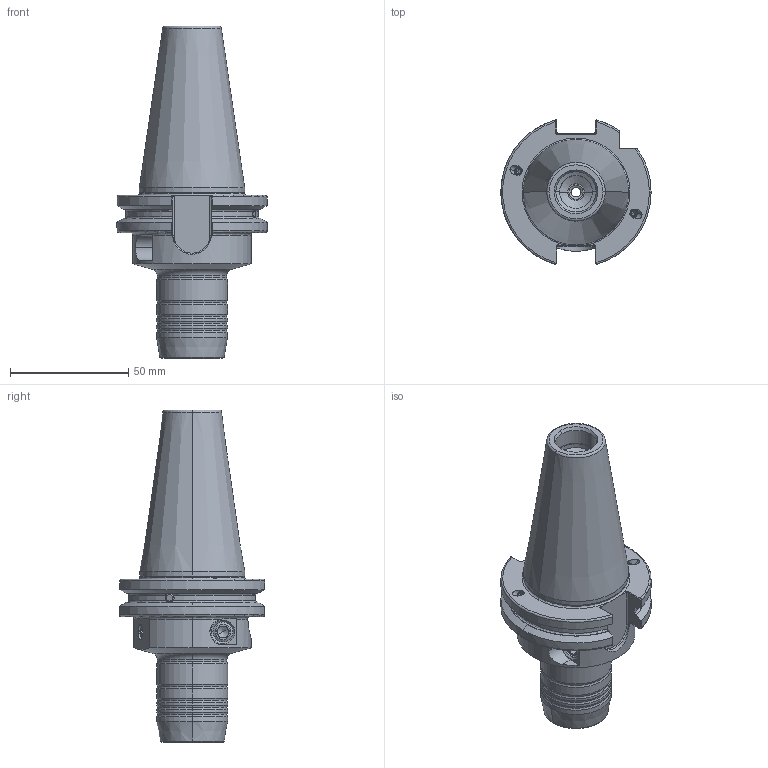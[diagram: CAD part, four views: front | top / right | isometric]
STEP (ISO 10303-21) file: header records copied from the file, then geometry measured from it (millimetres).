
FILE_DESCRIPTION (( 'STEP AP214' ), '1' );
FILE_NAME ('77.402.010 x72_step.STEP', '2020-02-06T09:41:52', ( '' ), ( '' ), 'SwSTEP 2.0', 'SolidWorks 2018', '' );
FILE_SCHEMA (( 'AUTOMOTIVE_DESIGN' ));
Length unit declared in the file: millimetre
Products named in the file (1): 77.402.010 x72_step
Bounding box: 63.5 x 61.28 x 140.25 mm (x, y, z)
Volume: 148897.8 mm3; surface area: 38950.5 mm2
Topology: 13 solids, 13 shells, 537 faces, 1267 edges, 756 vertices
Faces by surface type: cylinder 164, cone 139, plane 128, torus 84, bspline 18, sphere 4
Entity records: 24735 total; most frequent: CARTESIAN_POINT 6505, DIRECTION 2661, ORIENTED_EDGE 2484, EDGE_CURVE 1242, AXIS2_PLACEMENT_3D 1101, VERTEX_POINT 748, CIRCLE 581, EDGE_LOOP 576
